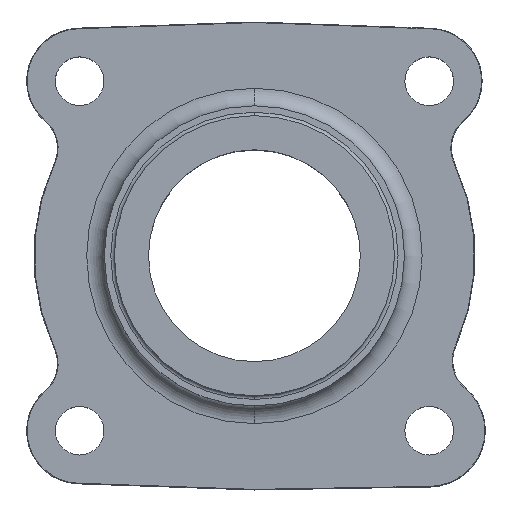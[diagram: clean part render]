
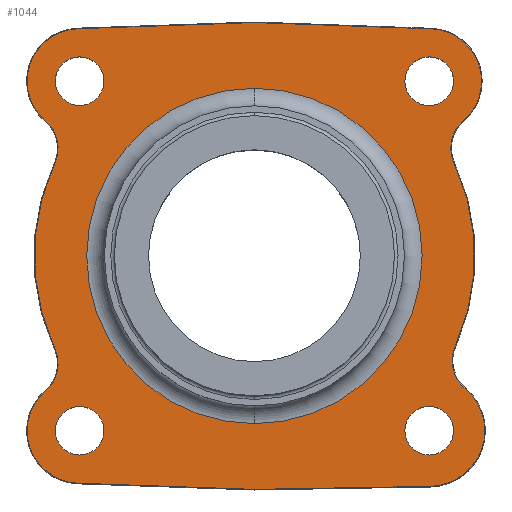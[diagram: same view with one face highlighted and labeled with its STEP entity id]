
A CAD part, top view. The second image highlights one B-rep face of the part: STEP entity #1044.
In plain terms, the highlighted planar face has unit normal (0, 0, 1).
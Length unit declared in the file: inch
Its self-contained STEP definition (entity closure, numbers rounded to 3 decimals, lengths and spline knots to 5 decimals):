
#5=CARTESIAN_POINT('',(-1.23744,1.23744,0.453));
#6=DIRECTION('',(0.,0.,1.));
#7=DIRECTION('',(-0.035,0.999,0.));
#8=AXIS2_PLACEMENT_3D('',#5,#6,#7);
#20=CARTESIAN_POINT('',(0.,0.,0.453));
#21=DIRECTION('',(0.,0.,1.));
#22=DIRECTION('',(0.,1.,0.));
#23=AXIS2_PLACEMENT_3D('',#20,#21,#22);
#25=CARTESIAN_POINT('',(0.,0.,0.453));
#26=DIRECTION('',(0.,0.,1.));
#27=DIRECTION('',(0.,-1.,0.));
#28=AXIS2_PLACEMENT_3D('',#25,#26,#27);
#30=CARTESIAN_POINT('',(1.23744,1.23744,0.453));
#31=DIRECTION('',(0.,0.,-1.));
#32=DIRECTION('',(-1.,0.,0.));
#33=AXIS2_PLACEMENT_3D('',#30,#31,#32);
#35=CARTESIAN_POINT('',(1.23744,1.23744,0.453));
#36=DIRECTION('',(0.,0.,-1.));
#37=DIRECTION('',(1.,0.,0.));
#38=AXIS2_PLACEMENT_3D('',#35,#36,#37);
#40=CARTESIAN_POINT('',(1.23744,-1.23744,0.453));
#41=DIRECTION('',(0.,0.,-1.));
#42=DIRECTION('',(0.,1.,0.));
#43=AXIS2_PLACEMENT_3D('',#40,#41,#42);
#45=CARTESIAN_POINT('',(1.23744,-1.23744,0.453));
#46=DIRECTION('',(0.,0.,-1.));
#47=DIRECTION('',(0.,-1.,0.));
#48=AXIS2_PLACEMENT_3D('',#45,#46,#47);
#50=CARTESIAN_POINT('',(-1.23744,-1.23744,0.453));
#51=DIRECTION('',(0.,0.,-1.));
#52=DIRECTION('',(1.,0.,0.));
#53=AXIS2_PLACEMENT_3D('',#50,#51,#52);
#55=CARTESIAN_POINT('',(-1.23744,-1.23744,0.453));
#56=DIRECTION('',(0.,0.,-1.));
#57=DIRECTION('',(-1.,0.,0.));
#58=AXIS2_PLACEMENT_3D('',#55,#56,#57);
#60=CARTESIAN_POINT('',(-1.23744,1.23744,0.453));
#61=DIRECTION('',(0.,0.,-1.));
#62=DIRECTION('',(0.,-1.,0.));
#63=AXIS2_PLACEMENT_3D('',#60,#61,#62);
#65=CARTESIAN_POINT('',(-1.23744,1.23744,0.453));
#66=DIRECTION('',(0.,0.,-1.));
#67=DIRECTION('',(0.,1.,0.));
#68=AXIS2_PLACEMENT_3D('',#65,#66,#67);
#70=DIRECTION('',(1.,0.017,0.));
#71=VECTOR('',#70,1.24426);
#72=CARTESIAN_POINT('',(0.00004,-1.65238,0.453));
#73=LINE('',#72,#71);
#84=CARTESIAN_POINT('',(1.23744,-1.23744,0.453));
#85=DIRECTION('',(0.,0.,1.));
#86=DIRECTION('',(0.017,-1.,0.));
#87=AXIS2_PLACEMENT_3D('',#84,#85,#86);
#99=CARTESIAN_POINT('',(1.65446,-0.74144,0.453));
#100=DIRECTION('',(0.,0.,1.));
#101=DIRECTION('',(-0.913,0.409,0.));
#102=AXIS2_PLACEMENT_3D('',#99,#100,#101);
#114=CARTESIAN_POINT('',(0.,0.,0.453));
#115=DIRECTION('',(0.,0.,1.));
#116=DIRECTION('',(0.913,-0.409,0.));
#117=AXIS2_PLACEMENT_3D('',#114,#115,#116);
#129=CARTESIAN_POINT('',(1.64453,0.7632,0.453));
#130=DIRECTION('',(0.,0.,1.));
#131=DIRECTION('',(-0.651,0.759,0.));
#132=AXIS2_PLACEMENT_3D('',#129,#130,#131);
#144=CARTESIAN_POINT('',(1.23744,1.23744,0.453));
#145=DIRECTION('',(0.,0.,1.));
#146=DIRECTION('',(0.651,-0.759,0.));
#147=AXIS2_PLACEMENT_3D('',#144,#145,#146);
#159=DIRECTION('',(-0.999,0.035,0.));
#160=VECTOR('',#159,1.25135);
#161=CARTESIAN_POINT('',(1.25056,1.60809,0.453));
#162=LINE('',#161,#160);
#178=DIRECTION('',(-0.999,-0.035,0.));
#179=VECTOR('',#178,1.25116);
#180=CARTESIAN_POINT('',(0.,1.65238,0.453));
#181=LINE('',#180,#179);
#361=CARTESIAN_POINT('',(-1.64402,0.76194,0.453));
#362=DIRECTION('',(0.,0.,1.));
#363=DIRECTION('',(0.907,-0.42,0.));
#364=AXIS2_PLACEMENT_3D('',#361,#362,#363);
#376=CARTESIAN_POINT('',(0.,0.,0.453));
#377=DIRECTION('',(0.,0.,1.));
#378=DIRECTION('',(-0.907,0.42,0.));
#379=AXIS2_PLACEMENT_3D('',#376,#377,#378);
#391=CARTESIAN_POINT('',(-1.64402,-0.76194,0.453));
#392=DIRECTION('',(0.,0.,1.));
#393=DIRECTION('',(0.65,-0.76,0.));
#394=AXIS2_PLACEMENT_3D('',#391,#392,#393);
#406=CARTESIAN_POINT('',(-1.23744,-1.23744,0.453));
#407=DIRECTION('',(0.,0.,1.));
#408=DIRECTION('',(-0.65,0.76,0.));
#409=AXIS2_PLACEMENT_3D('',#406,#407,#408);
#421=DIRECTION('',(0.999,-0.035,0.));
#422=VECTOR('',#421,1.2512);
#423=CARTESIAN_POINT('',(-1.2504,-1.60872,0.453));
#424=LINE('',#423,#422);
#861=CARTESIAN_POINT('',(0.,1.1875,0.453));
#862=CARTESIAN_POINT('',(0.,-1.1875,0.453));
#863=VERTEX_POINT('',#861);
#864=VERTEX_POINT('',#862);
#873=CARTESIAN_POINT('',(1.06544,1.23744,0.453));
#874=CARTESIAN_POINT('',(1.40944,1.23744,0.453));
#875=VERTEX_POINT('',#873);
#876=VERTEX_POINT('',#874);
#881=CARTESIAN_POINT('',(1.23744,-1.06544,0.453));
#882=CARTESIAN_POINT('',(1.23744,-1.40944,0.453));
#883=VERTEX_POINT('',#881);
#884=VERTEX_POINT('',#882);
#889=CARTESIAN_POINT('',(-1.06544,-1.23744,0.453));
#890=CARTESIAN_POINT('',(-1.40944,-1.23744,0.453));
#891=VERTEX_POINT('',#889);
#892=VERTEX_POINT('',#890);
#897=CARTESIAN_POINT('',(-1.23744,1.06544,0.453));
#898=CARTESIAN_POINT('',(-1.23744,1.40944,0.453));
#899=VERTEX_POINT('',#897);
#900=VERTEX_POINT('',#898);
#913=CARTESIAN_POINT('',(0.00004,-1.65238,0.453));
#914=CARTESIAN_POINT('',(1.24412,-1.63128,0.453));
#915=VERTEX_POINT('',#913);
#916=VERTEX_POINT('',#914);
#917=CARTESIAN_POINT('',(1.49093,-0.93594,0.453));
#918=VERTEX_POINT('',#917);
#919=CARTESIAN_POINT('',(1.42257,-0.63752,0.453));
#920=VERTEX_POINT('',#919);
#921=CARTESIAN_POINT('',(1.41403,0.65623,0.453));
#922=VERTEX_POINT('',#921);
#923=CARTESIAN_POINT('',(1.47901,0.95602,0.453));
#924=VERTEX_POINT('',#923);
#925=CARTESIAN_POINT('',(1.25056,1.60809,0.453));
#926=VERTEX_POINT('',#925);
#927=CARTESIAN_POINT('',(0.,1.65238,0.453));
#928=VERTEX_POINT('',#927);
#929=CARTESIAN_POINT('',(-1.2504,1.60872,0.453));
#930=VERTEX_POINT('',#929);
#931=CARTESIAN_POINT('',(-1.47887,0.95508,0.453));
#932=VERTEX_POINT('',#931);
#933=CARTESIAN_POINT('',(-1.41346,0.65509,0.453));
#934=VERTEX_POINT('',#933);
#935=CARTESIAN_POINT('',(-1.41346,-0.65509,0.453));
#936=VERTEX_POINT('',#935);
#937=CARTESIAN_POINT('',(-1.47887,-0.95508,0.453));
#938=VERTEX_POINT('',#937);
#939=CARTESIAN_POINT('',(-1.2504,-1.60872,0.453));
#940=VERTEX_POINT('',#939);
#980=CARTESIAN_POINT('',(0.,0.,0.453));
#981=DIRECTION('',(0.,0.,1.));
#982=DIRECTION('',(0.,1.,0.));
#983=AXIS2_PLACEMENT_3D('',#980,#981,#982);
#984=PLANE('',#983);
#986=ORIENTED_EDGE('',*,*,#985,.F.);
#988=ORIENTED_EDGE('',*,*,#987,.F.);
#990=ORIENTED_EDGE('',*,*,#989,.F.);
#992=ORIENTED_EDGE('',*,*,#991,.T.);
#994=ORIENTED_EDGE('',*,*,#993,.F.);
#996=ORIENTED_EDGE('',*,*,#995,.T.);
#997=ORIENTED_EDGE('',*,*,#970,.F.);
#999=ORIENTED_EDGE('',*,*,#998,.F.);
#1001=ORIENTED_EDGE('',*,*,#1000,.F.);
#1003=ORIENTED_EDGE('',*,*,#1002,.F.);
#1005=ORIENTED_EDGE('',*,*,#1004,.T.);
#1007=ORIENTED_EDGE('',*,*,#1006,.F.);
#1009=ORIENTED_EDGE('',*,*,#1008,.T.);
#1011=ORIENTED_EDGE('',*,*,#1010,.F.);
#1012=EDGE_LOOP('',(#986,#988,#990,#992,#994,#996,#997,#999,#1001,#1003,#1005,
#1007,#1009,#1011));
#1013=FACE_OUTER_BOUND('',#1012,.F.);
#1015=ORIENTED_EDGE('',*,*,#1014,.T.);
#1017=ORIENTED_EDGE('',*,*,#1016,.T.);
#1018=EDGE_LOOP('',(#1015,#1017));
#1019=FACE_BOUND('',#1018,.F.);
#1021=ORIENTED_EDGE('',*,*,#1020,.F.);
#1023=ORIENTED_EDGE('',*,*,#1022,.F.);
#1024=EDGE_LOOP('',(#1021,#1023));
#1025=FACE_BOUND('',#1024,.F.);
#1027=ORIENTED_EDGE('',*,*,#1026,.F.);
#1029=ORIENTED_EDGE('',*,*,#1028,.F.);
#1030=EDGE_LOOP('',(#1027,#1029));
#1031=FACE_BOUND('',#1030,.F.);
#1033=ORIENTED_EDGE('',*,*,#1032,.F.);
#1035=ORIENTED_EDGE('',*,*,#1034,.F.);
#1036=EDGE_LOOP('',(#1033,#1035));
#1037=FACE_BOUND('',#1036,.F.);
#1039=ORIENTED_EDGE('',*,*,#1038,.F.);
#1041=ORIENTED_EDGE('',*,*,#1040,.F.);
#1042=EDGE_LOOP('',(#1039,#1041));
#1043=FACE_BOUND('',#1042,.F.);
#1044=ADVANCED_FACE('',(#1013,#1019,#1025,#1031,#1037,#1043),#984,.T.);
#9=CIRCLE('',#8,0.37151);
#24=CIRCLE('',#23,1.1875);
#29=CIRCLE('',#28,1.1875);
#34=CIRCLE('',#33,0.172);
#39=CIRCLE('',#38,0.172);
#44=CIRCLE('',#43,0.172);
#49=CIRCLE('',#48,0.172);
#54=CIRCLE('',#53,0.172);
#59=CIRCLE('',#58,0.172);
#64=CIRCLE('',#63,0.172);
#69=CIRCLE('',#68,0.172);
#88=CIRCLE('',#87,0.3939);
#103=CIRCLE('',#102,0.25411);
#118=CIRCLE('',#117,1.55889);
#133=CIRCLE('',#132,0.25411);
#148=CIRCLE('',#147,0.37089);
#365=CIRCLE('',#364,0.25411);
#380=CIRCLE('',#379,1.55789);
#395=CIRCLE('',#394,0.25411);
#410=CIRCLE('',#409,0.37151);
#970=EDGE_CURVE('',#930,#932,#9,.T.);
#985=EDGE_CURVE('',#915,#916,#73,.T.);
#987=EDGE_CURVE('',#940,#915,#424,.T.);
#989=EDGE_CURVE('',#938,#940,#410,.T.);
#991=EDGE_CURVE('',#938,#936,#395,.T.);
#993=EDGE_CURVE('',#934,#936,#380,.T.);
#995=EDGE_CURVE('',#934,#932,#365,.T.);
#998=EDGE_CURVE('',#928,#930,#181,.T.);
#1000=EDGE_CURVE('',#926,#928,#162,.T.);
#1002=EDGE_CURVE('',#924,#926,#148,.T.);
#1004=EDGE_CURVE('',#924,#922,#133,.T.);
#1006=EDGE_CURVE('',#920,#922,#118,.T.);
#1008=EDGE_CURVE('',#920,#918,#103,.T.);
#1010=EDGE_CURVE('',#916,#918,#88,.T.);
#1014=EDGE_CURVE('',#863,#864,#24,.T.);
#1016=EDGE_CURVE('',#864,#863,#29,.T.);
#1020=EDGE_CURVE('',#875,#876,#34,.T.);
#1022=EDGE_CURVE('',#876,#875,#39,.T.);
#1026=EDGE_CURVE('',#883,#884,#44,.T.);
#1028=EDGE_CURVE('',#884,#883,#49,.T.);
#1032=EDGE_CURVE('',#891,#892,#54,.T.);
#1034=EDGE_CURVE('',#892,#891,#59,.T.);
#1038=EDGE_CURVE('',#899,#900,#64,.T.);
#1040=EDGE_CURVE('',#900,#899,#69,.T.);
